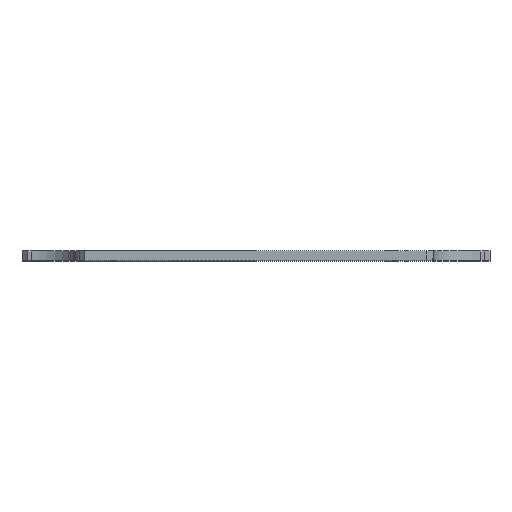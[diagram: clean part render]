
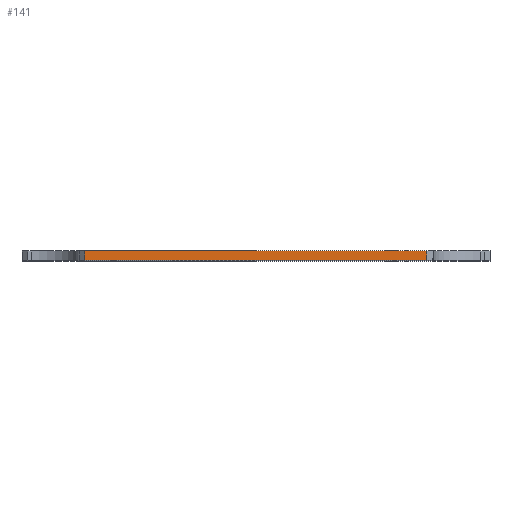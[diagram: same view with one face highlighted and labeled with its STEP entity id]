
A CAD part, top view. The second image highlights one B-rep face of the part: STEP entity #141.
In plain terms, the highlighted planar face has unit normal (0, 0, 1).
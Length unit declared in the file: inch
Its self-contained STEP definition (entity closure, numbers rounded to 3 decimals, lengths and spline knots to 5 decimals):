
#30 = ORIENTED_EDGE ( 'NONE', *, *, #898, .F. ) ;
#44 = DIRECTION ( 'NONE',  ( -1., 0., 0. ) ) ;
#51 = FACE_OUTER_BOUND ( 'NONE', #128, .T. ) ;
#95 = CARTESIAN_POINT ( 'NONE',  ( 1.12205, 0., 1.53543 ) ) ;
#109 = CARTESIAN_POINT ( 'NONE',  ( -1.12205, 0., 1.53543 ) ) ;
#115 = LINE ( 'NONE', #109, #766 ) ;
#128 = EDGE_LOOP ( 'NONE', ( #746, #676, #588, #30 ) ) ;
#141 = ADVANCED_FACE ( 'NONE', ( #51 ), #551, .F. ) ;
#193 = DIRECTION ( 'NONE',  ( 0., 1., 0. ) ) ;
#195 = LINE ( 'NONE', #703, #658 ) ;
#200 = DIRECTION ( 'NONE',  ( 1., 0., 0. ) ) ;
#237 = VERTEX_POINT ( 'NONE', #968 ) ;
#257 = EDGE_CURVE ( 'NONE', #439, #749, #115, .T. ) ;
#411 = DIRECTION ( 'NONE',  ( -1., 0., 0. ) ) ;
#438 = EDGE_CURVE ( 'NONE', #813, #439, #586, .T. ) ;
#439 = VERTEX_POINT ( 'NONE', #507 ) ;
#507 = CARTESIAN_POINT ( 'NONE',  ( -1.12205, 0., 1.53543 ) ) ;
#551 = PLANE ( 'NONE',  #694 ) ;
#586 = LINE ( 'NONE', #750, #817 ) ;
#588 = ORIENTED_EDGE ( 'NONE', *, *, #438, .F. ) ;
#608 = LINE ( 'NONE', #95, #795 ) ;
#658 = VECTOR ( 'NONE', #200, 39.37008 ) ;
#676 = ORIENTED_EDGE ( 'NONE', *, *, #257, .F. ) ;
#694 = AXIS2_PLACEMENT_3D ( 'NONE', #725, #1067, #44 ) ;
#703 = CARTESIAN_POINT ( 'NONE',  ( 1.16142, 0.064, 1.53543 ) ) ;
#725 = CARTESIAN_POINT ( 'NONE',  ( 1.16142, 0., 1.53543 ) ) ;
#746 = ORIENTED_EDGE ( 'NONE', *, *, #1085, .F. ) ;
#749 = VERTEX_POINT ( 'NONE', #808 ) ;
#750 = CARTESIAN_POINT ( 'NONE',  ( 0.70037, 0., 1.53543 ) ) ;
#766 = VECTOR ( 'NONE', #193, 39.37008 ) ;
#795 = VECTOR ( 'NONE', #1037, 39.37008 ) ;
#808 = CARTESIAN_POINT ( 'NONE',  ( -1.12205, 0.064, 1.53543 ) ) ;
#813 = VERTEX_POINT ( 'NONE', #995 ) ;
#817 = VECTOR ( 'NONE', #411, 39.37008 ) ;
#898 = EDGE_CURVE ( 'NONE', #237, #813, #608, .T. ) ;
#968 = CARTESIAN_POINT ( 'NONE',  ( 1.12205, 0.064, 1.53543 ) ) ;
#995 = CARTESIAN_POINT ( 'NONE',  ( 1.12205, 0., 1.53543 ) ) ;
#1037 = DIRECTION ( 'NONE',  ( 0., -1., 0. ) ) ;
#1067 = DIRECTION ( 'NONE',  ( 0., 0., -1. ) ) ;
#1085 = EDGE_CURVE ( 'NONE', #749, #237, #195, .T. ) ;
